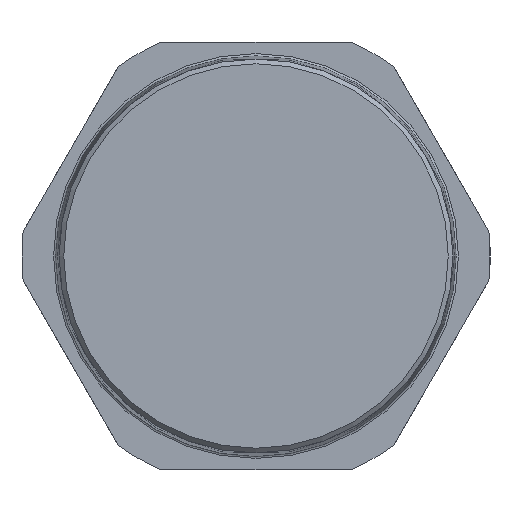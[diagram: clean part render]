
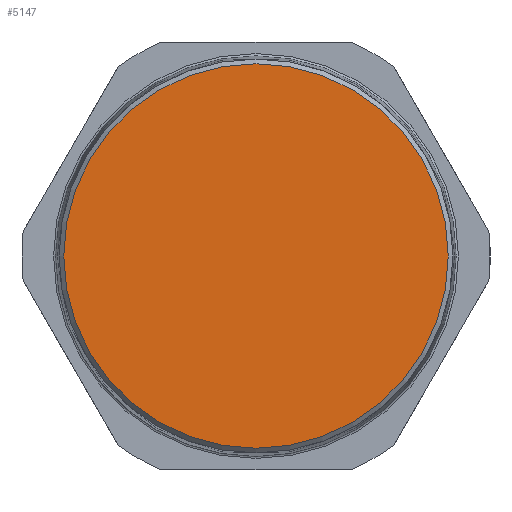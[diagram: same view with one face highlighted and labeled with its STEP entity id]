
A CAD part, left-side view. The second image highlights one B-rep face of the part: STEP entity #5147.
In plain terms, the highlighted planar face has unit normal (-1, 0, 0).
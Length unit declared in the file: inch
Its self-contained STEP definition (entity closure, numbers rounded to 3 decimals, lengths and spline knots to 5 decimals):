
#1044=FACE_OUTER_BOUND('',#1321,.T.);
#1321=EDGE_LOOP('',(#4370));
#1675=CIRCLE('',#5779,1.68106);
#2178=VERTEX_POINT('',#10219);
#2918=EDGE_CURVE('',#2178,#2178,#1675,.T.);
#4370=ORIENTED_EDGE('',*,*,#2918,.F.);
#4615=PLANE('',#5778);
#5147=ADVANCED_FACE('',(#1044),#4615,.T.);
#5778=AXIS2_PLACEMENT_3D('',#10218,#7192,#7193);
#5779=AXIS2_PLACEMENT_3D('',#10220,#7194,#7195);
#7192=DIRECTION('center_axis',(-1.,0.,0.));
#7193=DIRECTION('ref_axis',(0.,0.,
1.));
#7194=DIRECTION('center_axis',(1.,0.,0.));
#7195=DIRECTION('ref_axis',(0.,-1.,0.));
#10218=CARTESIAN_POINT('Origin',(-1.56791,1.72043,0.));
#10219=CARTESIAN_POINT('',(-1.56791,1.68106,0.));
#10220=CARTESIAN_POINT('Origin',(-1.56791,0.,
0.));
